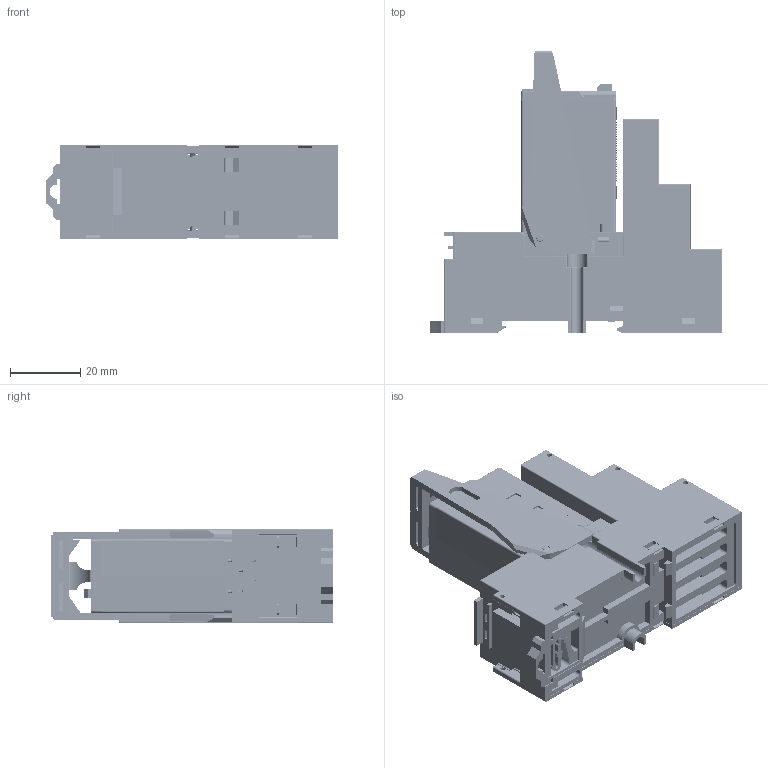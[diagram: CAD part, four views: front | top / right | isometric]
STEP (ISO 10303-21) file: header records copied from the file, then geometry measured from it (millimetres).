
FILE_DESCRIPTION(('STEP AP242'),'1');
FILE_NAME('rxm4ab1b7pvs.stp','2020-01-28T19:11:36',('TraceParts'),('TraceParts S.A.'),'Spatial InterOp 3D',' ',' ');
FILE_SCHEMA(('AP242_MANAGED_MODEL_BASED_3D_ENGINEERING_MIM_LF {1 0 10303 442 1 1 4}'));
Length unit declared in the file: millimetre
Products named in the file (1): rxm4ab1b7pvs
Bounding box: 82.9 x 80.35 x 26.9 mm (x, y, z)
Volume: 45961.7 mm3; surface area: 76006.6 mm2
Topology: 1 solids, 1 shells, 9634 faces, 26176 edges, 16590 vertices
Faces by surface type: plane 5979, cylinder 1958, torus 926, cone 677, sphere 48, bspline 42, extrusion 4
Entity records: 320731 total; most frequent: CARTESIAN_POINT 77458, ORIENTED_EDGE 52180, DIRECTION 48906, EDGE_CURVE 26090, VECTOR 18518, LINE 18514, VERTEX_POINT 16590, AXIS2_PLACEMENT_3D 15194
